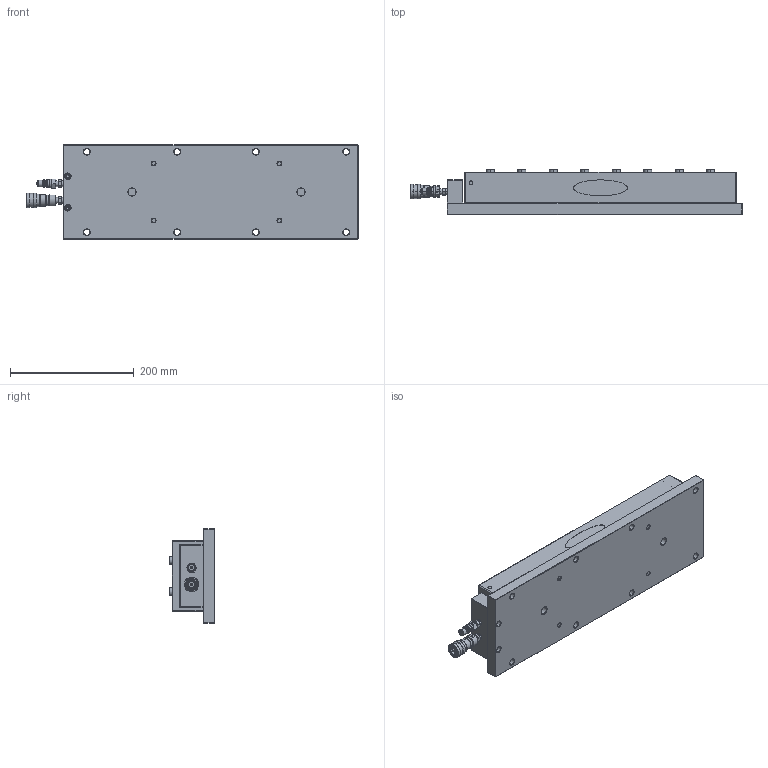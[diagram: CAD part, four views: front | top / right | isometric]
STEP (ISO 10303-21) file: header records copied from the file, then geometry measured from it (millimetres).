
FILE_DESCRIPTION (( 'STEP AP214' ), '1' );
FILE_NAME ('DA16 on HAAS Trunnion Platter with in-line Control Valve.STEP', '2023-12-26T16:28:36', ( 'Montague Tools Inc' ), ( '' ), 'SwSTEP 2.0', 'SolidWorks 2023', '' );
FILE_SCHEMA (( 'AUTOMOTIVE_DESIGN' ));
Length unit declared in the file: inch
Products named in the file (8): 3060-16-ST [ 16 CYL. HYDRAULIC BASE ]; 1-8FF [ .125 NIPPLE ]; Coupler H1-62 [ FEMALE ]; Nipple H1-63 [ MALE ]; .375 X 2.25 SHCS; DA16 on HAAS Trunnion Platter with in-line Control Valve; 3129-SUBPLATE-TR [ Manifold Subplate ]; 3129-MAN-BLOCK [ DA08 DA16 Manifold Block - HMC VMC ] -
Assembly tree (11 placements, depth 2):
  DA16 on HAAS Trunnion Platter with in-line Control Valve
    3129-SUBPLATE-TR [ Manifold Subplate ]
    3060-16-ST [ 16 CYL. HYDRAULIC BASE ]
    3129-MAN-BLOCK [ DA08 DA16 Manifold Block - HMC VMC ] -
    .375 X 2.25 SHCS  x4
    1-8FF [ .125 NIPPLE ]  x2
    Coupler H1-62 [ FEMALE ]
    Nipple H1-63 [ MALE ]
Bounding box: 536.37 x 73.41 x 152.4 mm (x, y, z)
Volume: 3866262.6 mm3; surface area: 398518.1 mm2
Topology: 11 solids, 11 shells, 1337 faces, 3093 edges, 1813 vertices
Faces by surface type: cone 450, cylinder 394, plane 392, torus 52, bspline 49
Entity records: 35767 total; most frequent: CARTESIAN_POINT 7748, DIRECTION 6123, ORIENTED_EDGE 5442, EDGE_CURVE 2721, AXIS2_PLACEMENT_3D 2338, VERTEX_POINT 1669, LINE 1447, VECTOR 1447
